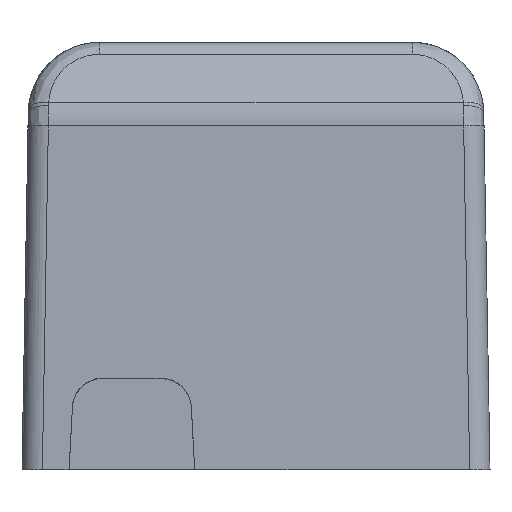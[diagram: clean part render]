
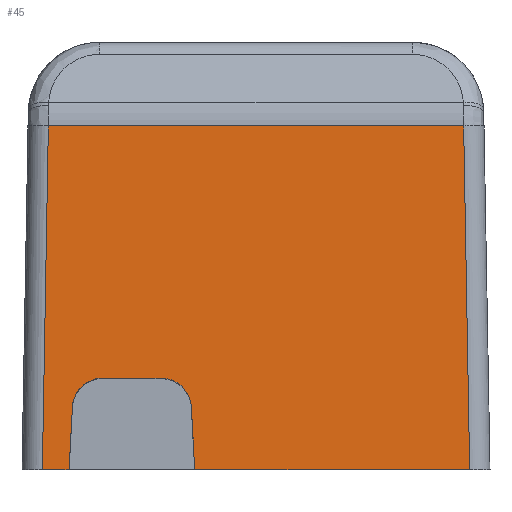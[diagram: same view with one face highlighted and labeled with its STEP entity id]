
A CAD part, left-side view. The second image highlights one B-rep face of the part: STEP entity #45.
In plain terms, the highlighted planar face has unit normal (-1, 0, 0.018).
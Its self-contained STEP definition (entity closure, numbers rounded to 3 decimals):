
#45=ADVANCED_FACE('',(#79),#527,.T.);
#79=FACE_OUTER_BOUND('',#113,.T.);
#113=EDGE_LOOP('',(#249,#250,#251,#252,#253,#254));
#249=ORIENTED_EDGE('',*,*,#351,.T.);
#250=ORIENTED_EDGE('',*,*,#348,.T.);
#251=ORIENTED_EDGE('',*,*,#292,.F.);
#252=ORIENTED_EDGE('',*,*,#322,.F.);
#253=ORIENTED_EDGE('',*,*,#295,.F.);
#254=ORIENTED_EDGE('',*,*,#349,.T.);
#292=EDGE_CURVE('',#460,#459,#388,.T.);
#295=EDGE_CURVE('',#462,#463,#390,.T.);
#322=EDGE_CURVE('',#463,#460,#411,.T.);
#348=EDGE_CURVE('',#493,#459,#430,.T.);
#349=EDGE_CURVE('',#462,#494,#431,.T.);
#351=EDGE_CURVE('',#494,#493,#433,.T.);
#388=B_SPLINE_CURVE_WITH_KNOTS('',1,(#1201,#1202),.UNSPECIFIED.,.F.,.F.,
(2,2),(0.,16.894),.UNSPECIFIED.);
#390=B_SPLINE_CURVE_WITH_KNOTS('',1,(#1208,#1209),.UNSPECIFIED.,.F.,.F.,
(2,2),(-16.894,0.),.UNSPECIFIED.);
#411=B_SPLINE_CURVE_WITH_KNOTS('',1,(#1336,#1337),.UNSPECIFIED.,.F.,.F.,
(2,2),(-20.411,0.),.UNSPECIFIED.);
#430=B_SPLINE_CURVE_WITH_KNOTS('',1,(#1475,#1476),.UNSPECIFIED.,.F.,.F.,
(2,2),(0.,13.515),.UNSPECIFIED.);
#431=B_SPLINE_CURVE_WITH_KNOTS('',1,(#1477,#1478),.UNSPECIFIED.,.F.,.F.,
(2,2),(0.,1.315),.UNSPECIFIED.);
#433=B_SPLINE_CURVE_WITH_KNOTS('',3,(#1483,#1484,#1485,#1486,#1487,#1488,
#1489,#1490,#1491,#1492,#1493,#1494,#1495,#1496,#1497,#1498,#1499,#1500,
#1501,#1502,#1503,#1504),.UNSPECIFIED.,.F.,.F.,(4,3,1,1,1,3,3,1,1,1,3,4),
(0.,3.083,3.66,4.237,4.814,
5.391,8.244,8.821,9.398,9.975,
10.552,13.635),.UNSPECIFIED.);
#459=VERTEX_POINT('',#1131);
#460=VERTEX_POINT('',#1132);
#462=VERTEX_POINT('',#1134);
#463=VERTEX_POINT('',#1135);
#493=VERTEX_POINT('',#1165);
#494=VERTEX_POINT('',#1166);
#527=PLANE('',#557);
#557=AXIS2_PLACEMENT_3D('',#1027,#570,$);
#570=DIRECTION('',(-1.,0.,0.017));
#1027=CARTESIAN_POINT('',(-22.675,12.667,8.146));
#1131=CARTESIAN_POINT('',(-23.,-10.5,-10.5));
#1132=CARTESIAN_POINT('',(-22.705,-10.205,6.389));
#1134=CARTESIAN_POINT('',(-23.,10.5,-10.5));
#1135=CARTESIAN_POINT('',(-22.705,10.205,6.389));
#1165=CARTESIAN_POINT('',(-23.,3.014,-10.5));
#1166=CARTESIAN_POINT('',(-23.,9.186,-10.5));
#1201=CARTESIAN_POINT('',(-22.705,-10.205,6.389));
#1202=CARTESIAN_POINT('',(-23.,-10.5,-10.5));
#1208=CARTESIAN_POINT('',(-23.,10.5,-10.5));
#1209=CARTESIAN_POINT('',(-22.705,10.205,6.389));
#1336=CARTESIAN_POINT('',(-22.705,10.205,6.389));
#1337=CARTESIAN_POINT('',(-22.705,-10.205,6.389));
#1475=CARTESIAN_POINT('',(-23.,3.014,-10.5));
#1476=CARTESIAN_POINT('',(-23.,-10.5,-10.5));
#1477=CARTESIAN_POINT('',(-23.,10.5,-10.5));
#1478=CARTESIAN_POINT('',(-23.,9.186,-10.5));
#1483=CARTESIAN_POINT('',(-23.,9.186,-10.5));
#1484=CARTESIAN_POINT('',(-22.982,9.132,-9.474));
#1485=CARTESIAN_POINT('',(-22.964,9.078,-8.448));
#1486=CARTESIAN_POINT('',(-22.946,9.024,-7.421));
#1487=CARTESIAN_POINT('',(-22.942,9.012,-7.185));
#1488=CARTESIAN_POINT('',(-22.936,8.893,-6.81));
#1489=CARTESIAN_POINT('',(-22.928,8.579,-6.391));
#1490=CARTESIAN_POINT('',(-22.923,8.144,-6.099));
#1491=CARTESIAN_POINT('',(-22.921,7.764,-6.));
#1492=CARTESIAN_POINT('',(-22.921,7.526,-6.));
#1493=CARTESIAN_POINT('',(-22.921,6.575,-6.));
#1494=CARTESIAN_POINT('',(-22.921,5.625,-6.));
#1495=CARTESIAN_POINT('',(-22.921,4.674,-6.));
#1496=CARTESIAN_POINT('',(-22.921,4.436,-6.));
#1497=CARTESIAN_POINT('',(-22.923,4.056,-6.099));
#1498=CARTESIAN_POINT('',(-22.928,3.621,-6.391));
#1499=CARTESIAN_POINT('',(-22.936,3.307,-6.81));
#1500=CARTESIAN_POINT('',(-22.942,3.188,-7.185));
#1501=CARTESIAN_POINT('',(-22.946,3.176,-7.421));
#1502=CARTESIAN_POINT('',(-22.964,3.122,-8.448));
#1503=CARTESIAN_POINT('',(-22.982,3.068,-9.474));
#1504=CARTESIAN_POINT('',(-23.,3.014,-10.5));
